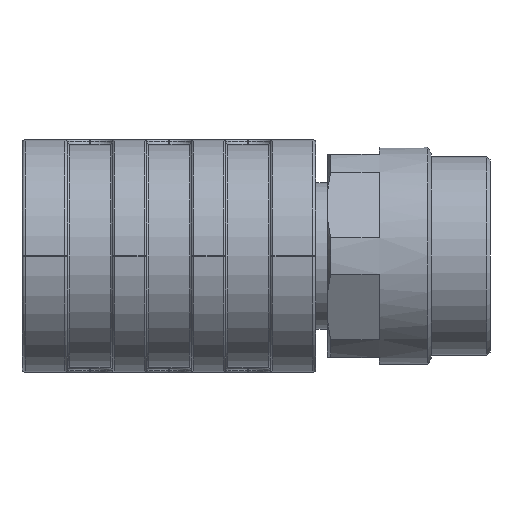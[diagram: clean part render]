
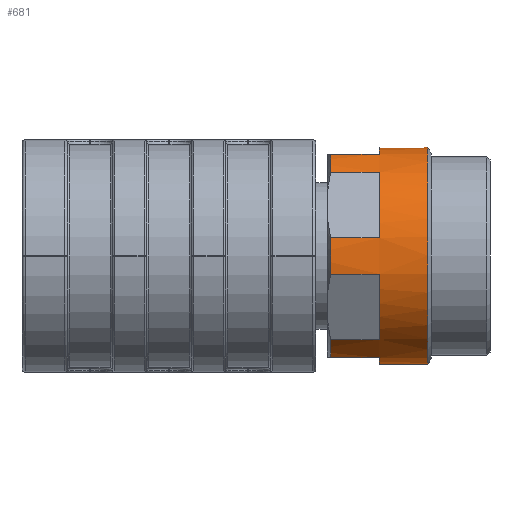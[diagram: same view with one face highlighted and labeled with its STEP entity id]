
A CAD part, front view. The second image highlights one B-rep face of the part: STEP entity #681.
In plain terms, the highlighted cylindrical face has radius 4.8 mm (diameter 9.6 mm), a full revolution.
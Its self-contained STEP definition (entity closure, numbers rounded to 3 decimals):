
#442=CYLINDRICAL_SURFACE('',#3836,4.8);
#681=ADVANCED_FACE('',(#799,#800),#442,.T.);
#799=FACE_BOUND('',#1047,.T.);
#800=FACE_BOUND('',#1048,.T.);
#1047=EDGE_LOOP('',(#2312));
#1048=EDGE_LOOP('',(#2313,#2314,#2315,#2316,#2317,#2318,#2319,#2320,#2321,
#2322,#2323,#2324,#2325,#2326,#2327,#2328,#2329,#2330,#2331,#2332,#2333,
#2334,#2335,#2336));
#1226=LINE('',#6110,#1402);
#1227=LINE('',#6111,#1403);
#1229=LINE('',#6114,#1405);
#1231=LINE('',#6118,#1407);
#1233=LINE('',#6123,#1409);
#1235=LINE('',#6127,#1411);
#1237=LINE('',#6132,#1413);
#1239=LINE('',#6136,#1415);
#1241=LINE('',#6141,#1417);
#1243=LINE('',#6145,#1419);
#1245=LINE('',#6150,#1421);
#1247=LINE('',#6154,#1423);
#1402=VECTOR('',#4880,1.);
#1403=VECTOR('',#4881,1.);
#1405=VECTOR('',#4885,1.);
#1407=VECTOR('',#4887,1.);
#1409=VECTOR('',#4895,1.);
#1411=VECTOR('',#4897,1.);
#1413=VECTOR('',#4905,1.);
#1415=VECTOR('',#4907,1.);
#1417=VECTOR('',#4915,1.);
#1419=VECTOR('',#4917,1.);
#1421=VECTOR('',#4925,1.);
#1423=VECTOR('',#4927,1.);
#2312=ORIENTED_EDGE('',*,*,#3039,.T.);
#2313=ORIENTED_EDGE('',*,*,#3071,.F.);
#2314=ORIENTED_EDGE('',*,*,#3064,.T.);
#2315=ORIENTED_EDGE('',*,*,#3076,.F.);
#2316=ORIENTED_EDGE('',*,*,#3077,.T.);
#2317=ORIENTED_EDGE('',*,*,#3074,.F.);
#2318=ORIENTED_EDGE('',*,*,#3052,.T.);
#2319=ORIENTED_EDGE('',*,*,#3081,.F.);
#2320=ORIENTED_EDGE('',*,*,#3082,.T.);
#2321=ORIENTED_EDGE('',*,*,#3079,.F.);
#2322=ORIENTED_EDGE('',*,*,#3056,.T.);
#2323=ORIENTED_EDGE('',*,*,#3086,.F.);
#2324=ORIENTED_EDGE('',*,*,#3087,.T.);
#2325=ORIENTED_EDGE('',*,*,#3084,.F.);
#2326=ORIENTED_EDGE('',*,*,#3044,.T.);
#2327=ORIENTED_EDGE('',*,*,#3091,.F.);
#2328=ORIENTED_EDGE('',*,*,#3092,.T.);
#2329=ORIENTED_EDGE('',*,*,#3089,.F.);
#2330=ORIENTED_EDGE('',*,*,#3060,.T.);
#2331=ORIENTED_EDGE('',*,*,#3096,.F.);
#2332=ORIENTED_EDGE('',*,*,#3097,.T.);
#2333=ORIENTED_EDGE('',*,*,#3094,.F.);
#2334=ORIENTED_EDGE('',*,*,#3048,.T.);
#2335=ORIENTED_EDGE('',*,*,#3072,.F.);
#2336=ORIENTED_EDGE('',*,*,#3069,.T.);
#2589=VERTEX_POINT('',#6001);
#2592=VERTEX_POINT('',#6010);
#2594=VERTEX_POINT('',#6017);
#2596=VERTEX_POINT('',#6025);
#2598=VERTEX_POINT('',#6032);
#2600=VERTEX_POINT('',#6040);
#2602=VERTEX_POINT('',#6047);
#2604=VERTEX_POINT('',#6055);
#2606=VERTEX_POINT('',#6062);
#2608=VERTEX_POINT('',#6070);
#2610=VERTEX_POINT('',#6077);
#2612=VERTEX_POINT('',#6085);
#2614=VERTEX_POINT('',#6092);
#2618=VERTEX_POINT('',#6105);
#2619=VERTEX_POINT('',#6106);
#2620=VERTEX_POINT('',#6115);
#2621=VERTEX_POINT('',#6117);
#2622=VERTEX_POINT('',#6124);
#2623=VERTEX_POINT('',#6126);
#2624=VERTEX_POINT('',#6133);
#2625=VERTEX_POINT('',#6135);
#2626=VERTEX_POINT('',#6142);
#2627=VERTEX_POINT('',#6144);
#2628=VERTEX_POINT('',#6151);
#2629=VERTEX_POINT('',#6153);
#3039=EDGE_CURVE('',#2589,#2589,#3342,.T.);
#3044=EDGE_CURVE('',#2592,#2594,#3345,.T.);
#3048=EDGE_CURVE('',#2596,#2598,#3347,.T.);
#3052=EDGE_CURVE('',#2600,#2602,#3349,.T.);
#3056=EDGE_CURVE('',#2604,#2606,#3351,.T.);
#3060=EDGE_CURVE('',#2608,#2610,#3353,.T.);
#3064=EDGE_CURVE('',#2612,#2614,#3355,.T.);
#3069=EDGE_CURVE('',#2619,#2618,#3359,.T.);
#3071=EDGE_CURVE('',#2612,#2618,#1226,.T.);
#3072=EDGE_CURVE('',#2619,#2598,#1227,.T.);
#3074=EDGE_CURVE('',#2600,#2620,#1229,.T.);
#3076=EDGE_CURVE('',#2621,#2614,#1231,.T.);
#3077=EDGE_CURVE('',#2621,#2620,#3360,.T.);
#3079=EDGE_CURVE('',#2604,#2622,#1233,.T.);
#3081=EDGE_CURVE('',#2623,#2602,#1235,.T.);
#3082=EDGE_CURVE('',#2623,#2622,#3361,.T.);
#3084=EDGE_CURVE('',#2592,#2624,#1237,.T.);
#3086=EDGE_CURVE('',#2625,#2606,#1239,.T.);
#3087=EDGE_CURVE('',#2625,#2624,#3362,.T.);
#3089=EDGE_CURVE('',#2608,#2626,#1241,.T.);
#3091=EDGE_CURVE('',#2627,#2594,#1243,.T.);
#3092=EDGE_CURVE('',#2627,#2626,#3363,.T.);
#3094=EDGE_CURVE('',#2596,#2628,#1245,.T.);
#3096=EDGE_CURVE('',#2629,#2610,#1247,.T.);
#3097=EDGE_CURVE('',#2629,#2628,#3364,.T.);
#3342=CIRCLE('',#3783,4.8);
#3345=CIRCLE('',#3787,4.8);
#3347=CIRCLE('',#3790,4.8);
#3349=CIRCLE('',#3793,4.8);
#3351=CIRCLE('',#3796,4.8);
#3353=CIRCLE('',#3799,4.8);
#3355=CIRCLE('',#3802,4.8);
#3359=CIRCLE('',#3810,4.8);
#3360=CIRCLE('',#3814,4.8);
#3361=CIRCLE('',#3817,4.8);
#3362=CIRCLE('',#3820,4.8);
#3363=CIRCLE('',#3823,4.8);
#3364=CIRCLE('',#3826,4.8);
#3783=AXIS2_PLACEMENT_3D('',#6000,#4820,#4821);
#3787=AXIS2_PLACEMENT_3D('',#6018,#4828,#4829);
#3790=AXIS2_PLACEMENT_3D('',#6033,#4834,#4835);
#3793=AXIS2_PLACEMENT_3D('',#6048,#4840,#4841);
#3796=AXIS2_PLACEMENT_3D('',#6063,#4846,#4847);
#3799=AXIS2_PLACEMENT_3D('',#6078,#4852,#4853);
#3802=AXIS2_PLACEMENT_3D('',#6093,#4858,#4859);
#3810=AXIS2_PLACEMENT_3D('',#6107,#4875,#4876);
#3814=AXIS2_PLACEMENT_3D('',#6120,#4890,#4891);
#3817=AXIS2_PLACEMENT_3D('',#6129,#4900,#4901);
#3820=AXIS2_PLACEMENT_3D('',#6138,#4910,#4911);
#3823=AXIS2_PLACEMENT_3D('',#6147,#4920,#4921);
#3826=AXIS2_PLACEMENT_3D('',#6156,#4930,#4931);
#3836=AXIS2_PLACEMENT_3D('',#6170,#4950,#4951);
#4820=DIRECTION('',(-1.,0.,0.));
#4821=DIRECTION('',(0.,0.,1.));
#4828=DIRECTION('',(1.,0.,0.));
#4829=DIRECTION('',(0.,0.,1.));
#4834=DIRECTION('',(1.,0.,0.));
#4835=DIRECTION('',(0.,0.,1.));
#4840=DIRECTION('',(1.,0.,0.));
#4841=DIRECTION('',(0.,0.,1.));
#4846=DIRECTION('',(1.,0.,0.));
#4847=DIRECTION('',(0.,0.,1.));
#4852=DIRECTION('',(1.,0.,0.));
#4853=DIRECTION('',(0.,0.,1.));
#4858=DIRECTION('',(1.,0.,0.));
#4859=DIRECTION('',(0.,0.,1.));
#4875=DIRECTION('',(1.,0.,0.));
#4876=DIRECTION('',(0.,0.,1.));
#4880=DIRECTION('',(1.,0.,0.));
#4881=DIRECTION('',(-1.,0.,0.));
#4885=DIRECTION('',(1.,0.,0.));
#4887=DIRECTION('',(-1.,0.,0.));
#4890=DIRECTION('',(1.,0.,0.));
#4891=DIRECTION('',(0.,0.,1.));
#4895=DIRECTION('',(1.,0.,0.));
#4897=DIRECTION('',(-1.,0.,0.));
#4900=DIRECTION('',(1.,0.,0.));
#4901=DIRECTION('',(0.,0.,1.));
#4905=DIRECTION('',(1.,0.,0.));
#4907=DIRECTION('',(-1.,0.,0.));
#4910=DIRECTION('',(1.,0.,0.));
#4911=DIRECTION('',(0.,0.,1.));
#4915=DIRECTION('',(1.,0.,0.));
#4917=DIRECTION('',(-1.,0.,0.));
#4920=DIRECTION('',(1.,0.,0.));
#4921=DIRECTION('',(0.,0.,1.));
#4925=DIRECTION('',(1.,0.,0.));
#4927=DIRECTION('',(-1.,0.,0.));
#4930=DIRECTION('',(1.,0.,0.));
#4931=DIRECTION('',(0.,0.,1.));
#4950=DIRECTION('',(1.,0.,0.));
#4951=DIRECTION('',(0.,0.,-1.));
#6000=CARTESIAN_POINT('',(60.253,20.5,29.5));
#6001=CARTESIAN_POINT('',(60.253,20.5,34.3));
#6010=CARTESIAN_POINT('',(55.953,23.562,33.197));
#6017=CARTESIAN_POINT('',(55.953,22.17,34.));
#6018=CARTESIAN_POINT('',(55.953,20.5,29.5));
#6025=CARTESIAN_POINT('',(55.953,15.768,30.303));
#6032=CARTESIAN_POINT('',(55.953,15.768,28.697));
#6033=CARTESIAN_POINT('',(55.953,20.5,29.5));
#6040=CARTESIAN_POINT('',(55.953,22.17,25.));
#6047=CARTESIAN_POINT('',(55.953,23.562,25.803));
#6048=CARTESIAN_POINT('',(55.953,20.5,29.5));
#6055=CARTESIAN_POINT('',(55.953,25.232,28.697));
#6062=CARTESIAN_POINT('',(55.953,25.232,30.303));
#6063=CARTESIAN_POINT('',(55.953,20.5,29.5));
#6070=CARTESIAN_POINT('',(55.953,18.83,34.));
#6077=CARTESIAN_POINT('',(55.953,17.438,33.197));
#6078=CARTESIAN_POINT('',(55.953,20.5,29.5));
#6085=CARTESIAN_POINT('',(55.953,17.438,25.803));
#6092=CARTESIAN_POINT('',(55.953,18.83,25.));
#6093=CARTESIAN_POINT('',(55.953,20.5,29.5));
#6105=CARTESIAN_POINT('',(58.103,17.438,25.803));
#6106=CARTESIAN_POINT('',(58.103,15.768,28.697));
#6107=CARTESIAN_POINT('',(58.103,20.5,29.5));
#6110=CARTESIAN_POINT('',(87.803,17.438,25.803));
#6111=CARTESIAN_POINT('',(87.803,15.768,28.697));
#6114=CARTESIAN_POINT('',(87.803,22.17,25.));
#6115=CARTESIAN_POINT('',(58.103,22.17,25.));
#6117=CARTESIAN_POINT('',(58.103,18.83,25.));
#6118=CARTESIAN_POINT('',(87.803,18.83,25.));
#6120=CARTESIAN_POINT('',(58.103,20.5,29.5));
#6123=CARTESIAN_POINT('',(87.803,25.232,28.697));
#6124=CARTESIAN_POINT('',(58.103,25.232,28.697));
#6126=CARTESIAN_POINT('',(58.103,23.562,25.803));
#6127=CARTESIAN_POINT('',(87.803,23.562,25.803));
#6129=CARTESIAN_POINT('',(58.103,20.5,29.5));
#6132=CARTESIAN_POINT('',(87.803,23.562,33.197));
#6133=CARTESIAN_POINT('',(58.103,23.562,33.197));
#6135=CARTESIAN_POINT('',(58.103,25.232,30.303));
#6136=CARTESIAN_POINT('',(87.803,25.232,30.303));
#6138=CARTESIAN_POINT('',(58.103,20.5,29.5));
#6141=CARTESIAN_POINT('',(87.803,18.83,34.));
#6142=CARTESIAN_POINT('',(58.103,18.83,34.));
#6144=CARTESIAN_POINT('',(58.103,22.17,34.));
#6145=CARTESIAN_POINT('',(87.803,22.17,34.));
#6147=CARTESIAN_POINT('',(58.103,20.5,29.5));
#6150=CARTESIAN_POINT('',(87.803,15.768,30.303));
#6151=CARTESIAN_POINT('',(58.103,15.768,30.303));
#6153=CARTESIAN_POINT('',(58.103,17.438,33.197));
#6154=CARTESIAN_POINT('',(87.803,17.438,33.197));
#6156=CARTESIAN_POINT('',(58.103,20.5,29.5));
#6170=CARTESIAN_POINT('',(87.803,20.5,29.5));
